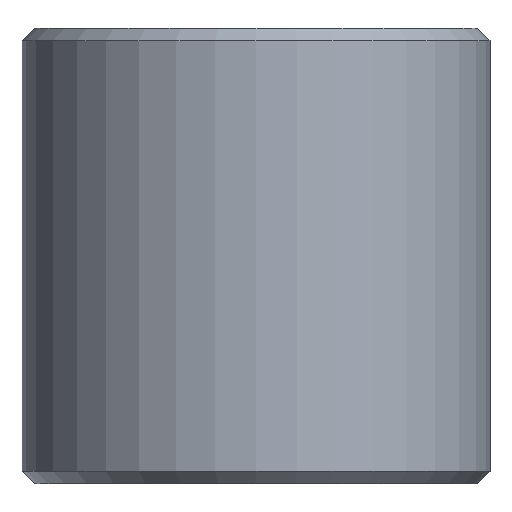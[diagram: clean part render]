
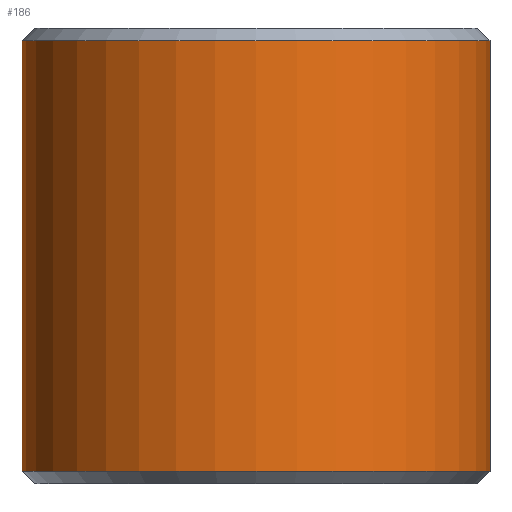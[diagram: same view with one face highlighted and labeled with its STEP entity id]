
A CAD part, front view. The second image highlights one B-rep face of the part: STEP entity #186.
In plain terms, the highlighted cylindrical face has radius 18.5 mm (diameter 37 mm), a partial arc.
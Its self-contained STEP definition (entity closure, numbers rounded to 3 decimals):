
#11 = ORIENTED_EDGE ( 'NONE', *, *, #181, .F. ) ;
#19 = CYLINDRICAL_SURFACE ( 'NONE', #50, 18.5 ) ;
#22 = VECTOR ( 'NONE', #153, 1000. ) ;
#45 = VECTOR ( 'NONE', #322, 1000. ) ;
#48 = EDGE_CURVE ( 'NONE', #172, #234, #327, .T. ) ;
#50 = AXIS2_PLACEMENT_3D ( 'NONE', #235, #347, #208 ) ;
#52 = CARTESIAN_POINT ( 'NONE',  ( 18.5, 0., 36. ) ) ;
#56 = CARTESIAN_POINT ( 'NONE',  ( 0., 0., 35. ) ) ;
#71 = ORIENTED_EDGE ( 'NONE', *, *, #320, .T. ) ;
#80 = DIRECTION ( 'NONE',  ( 1., 0., 0. ) ) ;
#98 = CARTESIAN_POINT ( 'NONE',  ( -18.5, 0., 35. ) ) ;
#103 = CARTESIAN_POINT ( 'NONE',  ( 18.5, 0., 35. ) ) ;
#118 = VERTEX_POINT ( 'NONE', #103 ) ;
#122 = VERTEX_POINT ( 'NONE', #98 ) ;
#123 = EDGE_CURVE ( 'NONE', #122, #172, #154, .T. ) ;
#145 = EDGE_LOOP ( 'NONE', ( #11, #71, #230, #312 ) ) ;
#153 = DIRECTION ( 'NONE',  ( 0., 0., -1. ) ) ;
#154 = LINE ( 'NONE', #185, #22 ) ;
#159 = FACE_OUTER_BOUND ( 'NONE', #145, .T. ) ;
#172 = VERTEX_POINT ( 'NONE', #240 ) ;
#181 = EDGE_CURVE ( 'NONE', #118, #234, #348, .T. ) ;
#185 = CARTESIAN_POINT ( 'NONE',  ( -18.5, 0., 36. ) ) ;
#186 = ADVANCED_FACE ( 'NONE', ( #159 ), #19, .T. ) ;
#187 = DIRECTION ( 'NONE',  ( 1., 0., 0. ) ) ;
#208 = DIRECTION ( 'NONE',  ( -1., 0., 0. ) ) ;
#230 = ORIENTED_EDGE ( 'NONE', *, *, #123, .T. ) ;
#232 = AXIS2_PLACEMENT_3D ( 'NONE', #326, #319, #187 ) ;
#234 = VERTEX_POINT ( 'NONE', #243 ) ;
#235 = CARTESIAN_POINT ( 'NONE',  ( 0., 0., 36. ) ) ;
#240 = CARTESIAN_POINT ( 'NONE',  ( -18.5, 0., 1. ) ) ;
#243 = CARTESIAN_POINT ( 'NONE',  ( 18.5, 0., 1. ) ) ;
#303 = DIRECTION ( 'NONE',  ( 0., 0., -1. ) ) ;
#307 = AXIS2_PLACEMENT_3D ( 'NONE', #56, #303, #80 ) ;
#312 = ORIENTED_EDGE ( 'NONE', *, *, #48, .T. ) ;
#319 = DIRECTION ( 'NONE',  ( 0., 0., 1. ) ) ;
#320 = EDGE_CURVE ( 'NONE', #118, #122, #321, .T. ) ;
#321 = CIRCLE ( 'NONE', #307, 18.5 ) ;
#322 = DIRECTION ( 'NONE',  ( 0., 0., -1. ) ) ;
#326 = CARTESIAN_POINT ( 'NONE',  ( 0., 0., 1. ) ) ;
#327 = CIRCLE ( 'NONE', #232, 18.5 ) ;
#347 = DIRECTION ( 'NONE',  ( 0., 0., -1. ) ) ;
#348 = LINE ( 'NONE', #52, #45 ) ;
